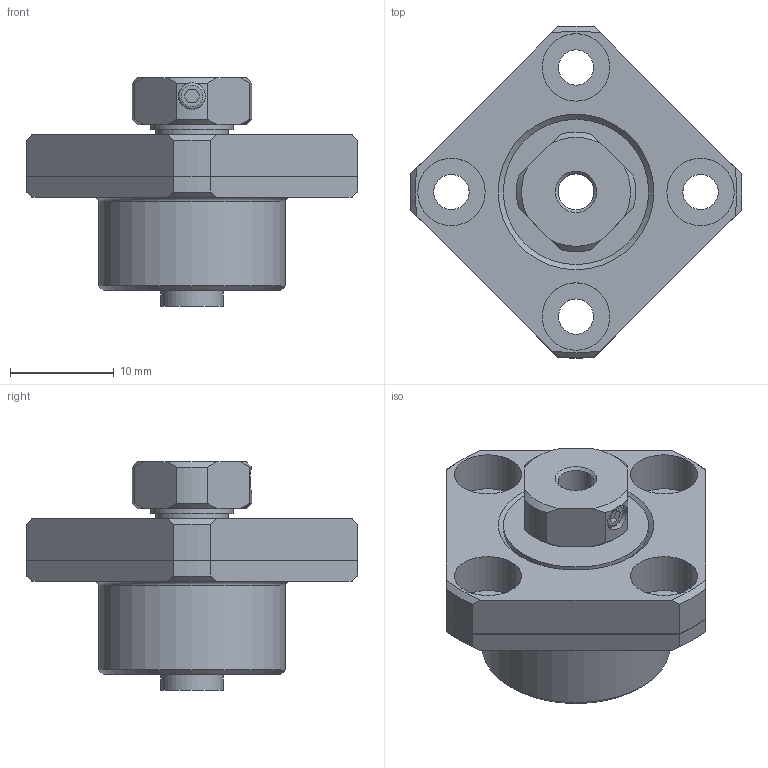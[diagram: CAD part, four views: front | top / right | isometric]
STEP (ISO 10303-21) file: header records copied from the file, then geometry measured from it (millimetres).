
FILE_DESCRIPTION( ( 'STEP AP203' ), ' ' );
FILE_NAME( 'FK_4Yes.stp', '2018-02-07T16:49:04', ( '' ), ( '' ), ' ', 'PARTsolutions', ' ' );
FILE_SCHEMA( ( 'CONFIG_CONTROL_DESIGN' ) );
Length unit declared in the file: millimetre
Products named in the file (3): FK 4Yes; _FK 4; _FK 4collar
Assembly tree (2 placements, depth 2):
  FK 4Yes
    _FK 4
    _FK 4collar
Bounding box: 31.98 x 31.98 x 22 mm (x, y, z)
Volume: 5583 mm3; surface area: 3376 mm2
Topology: 2 solids, 2 shells, 99 faces, 235 edges, 155 vertices
Faces by surface type: plane 42, cylinder 35, cone 20, torus 2
Full cylindrical faces by diameter (mm): 2.6 x1, 3.4 x4, 3.459 x1, 4 x2, 6 x2, 6.5 x4, 7 x1, 8 x1, 14 x2, 18 x1
Entity records: 2936 total; most frequent: CARTESIAN_POINT 597, DIRECTION 470, ORIENTED_EDGE 416, EDGE_CURVE 208, AXIS2_PLACEMENT_3D 194, VERTEX_POINT 153, EDGE_LOOP 151, FACE_OUTER_BOUND 120
